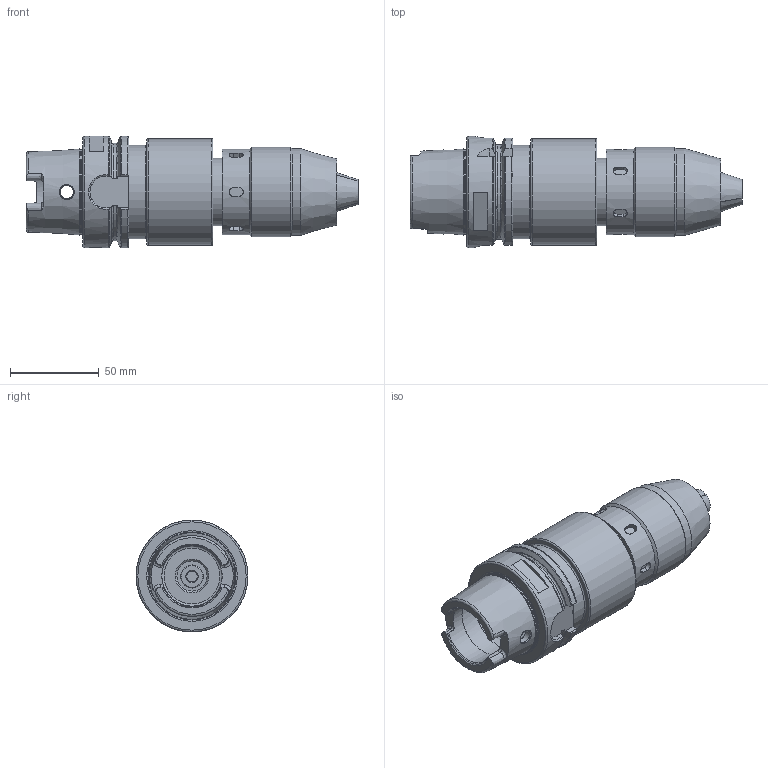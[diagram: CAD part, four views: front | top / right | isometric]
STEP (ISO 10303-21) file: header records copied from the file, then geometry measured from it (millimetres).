
FILE_DESCRIPTION(/* description */ (''),/* implementation_level */ '2;1');
FILE_NAME(/* name */ 'HSK063A-DC13-155.step',/* time_stamp */ '2021-03-01T17:10:41-06:00',/* author */ (''),/* organization */ (''),/* preprocessor_version */ 'ST-DEVELOPER v18.1',/* originating_system */ 'Autodesk Translation Framework v9.7.1.1290',/* authorisation */ '');
FILE_SCHEMA (('AUTOMOTIVE_DESIGN { 1 0 10303 214 3 1 1 }'));
Length unit declared in the file: millimetre
Products named in the file (3): HSK063A-DC13-155; DC050; 96144A211
Assembly tree (2 placements, depth 2):
  HSK063A-DC13-155
    DC050
    96144A211
Bounding box: 187 x 63 x 63 mm (x, y, z)
Volume: 321610.2 mm3; surface area: 56192.6 mm2
Topology: 3 solids, 3 shells, 267 faces, 689 edges, 449 vertices
Faces by surface type: plane 93, cylinder 92, cone 36, torus 31, bspline 15
Full cylindrical faces by diameter (mm): 6.647 x1, 6.701 x18, 7.5 x2, 8 x19, 8.4 x1, 8.5 x1, 10 x1, 13 x1, 14 x1, 17 x1, 19 x1, 22.8 x1, 23.42 x1, 23.6 x1, 34 x2, 37.9 x1, 39 x1, 40 x1, 48 x1, 48.241 x1, 49 x1, 50.5 x1, 52.8 x1, 60 x1, 63 x1
Entity records: 13505 total; most frequent: CARTESIAN_POINT 7270, ORIENTED_EDGE 1376, DIRECTION 1150, EDGE_CURVE 688, AXIS2_PLACEMENT_3D 455, VERTEX_POINT 449, EDGE_LOOP 295, FACE_OUTER_BOUND 267
